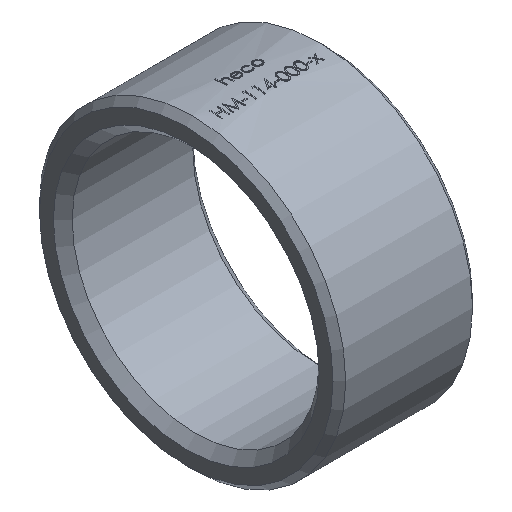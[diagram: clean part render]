
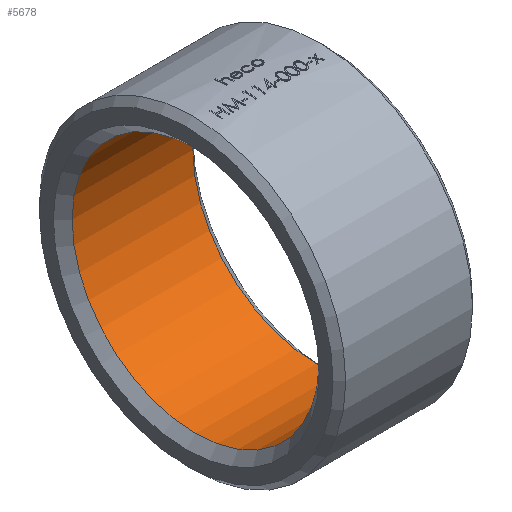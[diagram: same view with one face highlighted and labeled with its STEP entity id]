
A CAD part, isometric view. The second image highlights one B-rep face of the part: STEP entity #5678.
In plain terms, the highlighted cylindrical face has radius 19.475 mm (diameter 38.95 mm), a full revolution.
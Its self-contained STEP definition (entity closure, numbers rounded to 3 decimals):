
#728 = AXIS2_PLACEMENT_3D ( 'NONE', #4997, #9523, #7097 ) ;
#735 = DIRECTION ( 'NONE',  ( 0., 0., 1. ) ) ;
#1607 = ORIENTED_EDGE ( 'NONE', *, *, #5949, .T. ) ;
#2447 = AXIS2_PLACEMENT_3D ( 'NONE', #7666, #3110, #735 ) ;
#3110 = DIRECTION ( 'NONE',  ( -1., 0., 0. ) ) ;
#3716 = FACE_OUTER_BOUND ( 'NONE', #5121, .T. ) ;
#4568 = DIRECTION ( 'NONE',  ( 0., 0., -1. ) ) ;
#4768 = EDGE_LOOP ( 'NONE', ( #6799 ) ) ;
#4997 = CARTESIAN_POINT ( 'NONE',  ( 20.52, 0., 0. ) ) ;
#5121 = EDGE_LOOP ( 'NONE', ( #1607 ) ) ;
#5678 = ADVANCED_FACE ( 'NONE', ( #6158, #3716 ), #7767, .F. ) ;
#5949 = EDGE_CURVE ( 'NONE', #9034, #9034, #6546, .T. ) ;
#6158 = FACE_OUTER_BOUND ( 'NONE', #4768, .T. ) ;
#6210 = AXIS2_PLACEMENT_3D ( 'NONE', #8490, #6930, #4568 ) ;
#6546 = CIRCLE ( 'NONE', #6210, 19.475 ) ;
#6697 = CARTESIAN_POINT ( 'NONE',  ( 20.52, 0., -19.475 ) ) ;
#6799 = ORIENTED_EDGE ( 'NONE', *, *, #10057, .T. ) ;
#6806 = VERTEX_POINT ( 'NONE', #6697 ) ;
#6930 = DIRECTION ( 'NONE',  ( -1., 0., 0. ) ) ;
#7097 = DIRECTION ( 'NONE',  ( 0., 0., -1. ) ) ;
#7666 = CARTESIAN_POINT ( 'NONE',  ( 22.001, 0., 0. ) ) ;
#7767 = CYLINDRICAL_SURFACE ( 'NONE', #2447, 19.475 ) ;
#8419 = CARTESIAN_POINT ( 'NONE',  ( 1.48, 0., -19.475 ) ) ;
#8490 = CARTESIAN_POINT ( 'NONE',  ( 1.48, 0., 0. ) ) ;
#8926 = CIRCLE ( 'NONE', #728, 19.475 ) ;
#9034 = VERTEX_POINT ( 'NONE', #8419 ) ;
#9523 = DIRECTION ( 'NONE',  ( 1., 0., 0. ) ) ;
#10057 = EDGE_CURVE ( 'NONE', #6806, #6806, #8926, .T. ) ;
